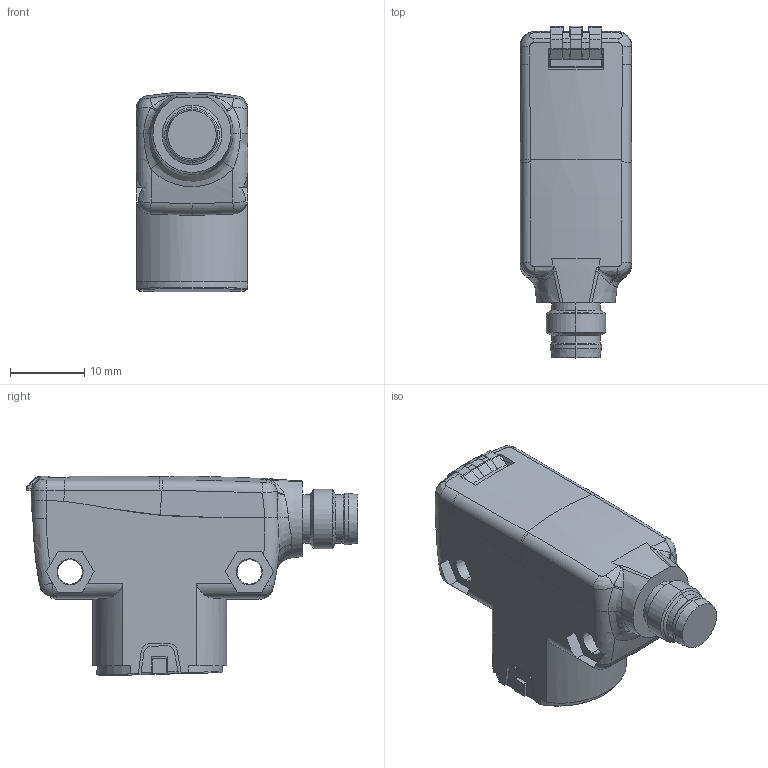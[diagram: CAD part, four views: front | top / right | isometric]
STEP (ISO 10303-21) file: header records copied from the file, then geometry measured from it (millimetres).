
FILE_DESCRIPTION((''),'2;1');
FILE_NAME('DB_CAD7048','2021-12-16T14:57:28',('tiniedziel'),(''),'CREO PARAMETRIC BY PTC INC, 2019292','CREO PARAMETRIC BY PTC INC, 2019292','');
FILE_SCHEMA(('CONFIG_CONTROL_DESIGN','SHAPE_APPEARANCE_LAYERS_GROUPS'));
Length unit declared in the file: millimetre
Products named in the file (1): DB_CAD7048
Bounding box: 15.01 x 44.6 x 26.84 mm (x, y, z)
Volume: 10161.9 mm3; surface area: 3899.9 mm2
Topology: 1 solids, 9 shells, 548 faces, 1485 edges, 945 vertices
Faces by surface type: plane 230, cylinder 122, bspline 65, torus 61, cone 48, sphere 13, extrusion 9
Entity records: 25148 total; most frequent: CARTESIAN_POINT 8266, ORIENTED_EDGE 2881, DIRECTION 2298, EDGE_CURVE 1458, VERTEX_POINT 923, AXIS2_PLACEMENT_3D 793, VECTOR 712, LINE 703
